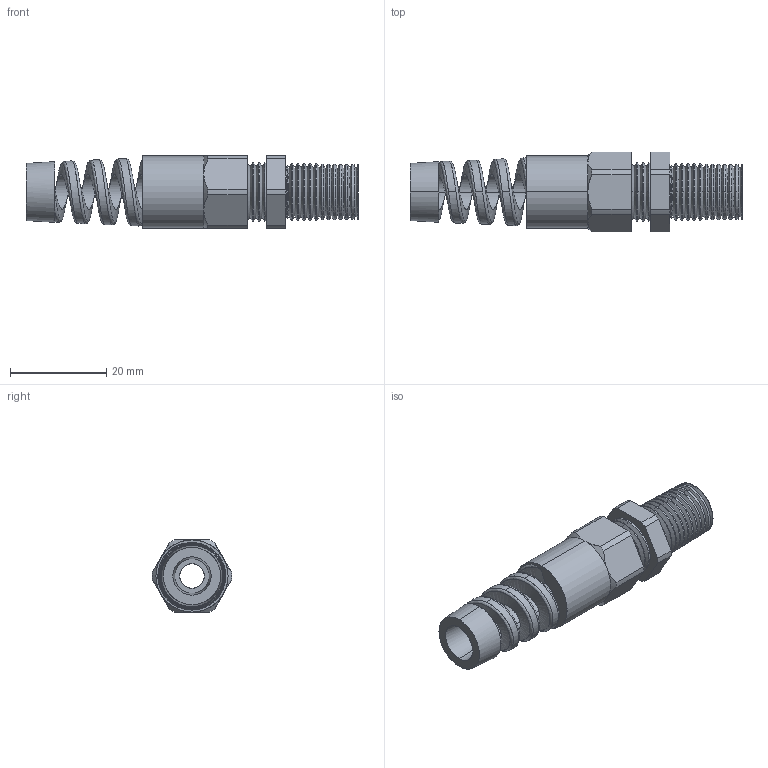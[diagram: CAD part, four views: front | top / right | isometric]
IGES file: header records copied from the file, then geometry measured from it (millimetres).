
Start section: SolidWorks IGES file using analytic representation for surfaces
Global section: file name: CF07CR-BK.IGS; native system: SolidWorks 2007; preprocessor: SolidWorks 2007; author: BAYSTATE-01; date: 080524.155921; units: inch
Bounding box: 69.09 x 16.63 x 14.99 mm (x, y, z)
Surface area: 5726.6 mm2 (no closed solid volume)
Topology: 0 solids, 0 shells, 177 faces, 2082 edges, 2082 vertices
Faces by surface type: revolution 143, bspline 34
